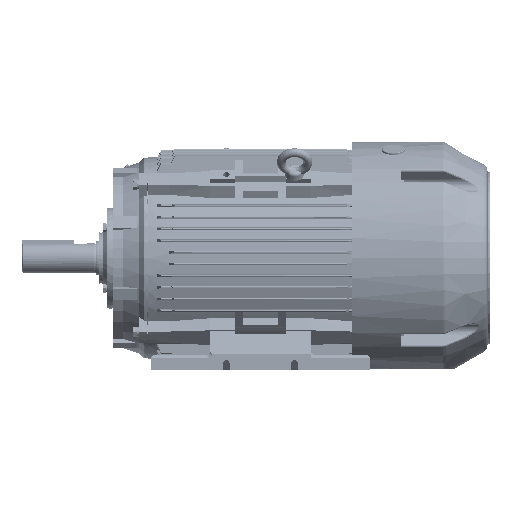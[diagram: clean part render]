
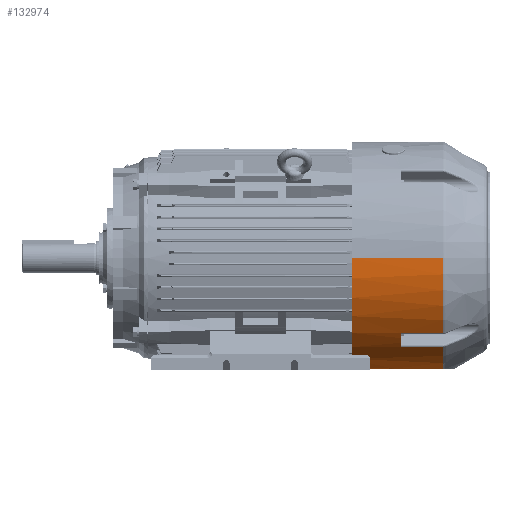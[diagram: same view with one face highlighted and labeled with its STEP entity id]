
A CAD part, front view. The second image highlights one B-rep face of the part: STEP entity #132974.
In plain terms, the highlighted cylindrical face has radius 184.5 mm (diameter 369 mm), a partial arc.
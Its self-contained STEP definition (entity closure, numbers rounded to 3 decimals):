
#9317 = CARTESIAN_POINT ( 'NONE',  ( 143.905, -140.797, 119.233 ) ) ;
#9367 = DIRECTION ( 'NONE',  ( -1., 0., 0. ) ) ;
#9368 = VECTOR ( 'NONE', #9367, 1000. ) ;
#9369 = CARTESIAN_POINT ( 'NONE',  ( 0., -140.797, 119.233 ) ) ;
#9370 = LINE ( 'NONE', #9369, #9368 ) ;
#9371 = CARTESIAN_POINT ( 'NONE',  ( 78., -140.797, 119.233 ) ) ;
#13079 = CARTESIAN_POINT ( 'NONE',  ( 143.905, 0., 184.5 ) ) ;
#13080 = DIRECTION ( 'NONE',  ( -1., 0., 0. ) ) ;
#13081 = VECTOR ( 'NONE', #13080, 1000. ) ;
#13082 = CARTESIAN_POINT ( 'NONE',  ( 0., 0., 184.5 ) ) ;
#13083 = LINE ( 'NONE', #13082, #13081 ) ;
#13084 = CARTESIAN_POINT ( 'NONE',  ( 0., 0., 184.5 ) ) ;
#13133 = DIRECTION ( 'NONE',  ( 0., 0., 1. ) ) ;
#13134 = DIRECTION ( 'NONE',  ( -1., 0., 0. ) ) ;
#13135 = CARTESIAN_POINT ( 'NONE',  ( 0., 0., 0. ) ) ;
#13136 = AXIS2_PLACEMENT_3D ( 'NONE', #13135, #13134, #13133 ) ;
#13137 = CIRCLE ( 'NONE', #13136, 184.5 ) ;
#13168 = CARTESIAN_POINT ( 'NONE',  ( 65., -175., 58.44 ) ) ;
#13169 = DIRECTION ( 'NONE',  ( -1., 0., 0. ) ) ;
#13170 = VECTOR ( 'NONE', #13169, 1000. ) ;
#13171 = CARTESIAN_POINT ( 'NONE',  ( 75., -175., 58.44 ) ) ;
#13172 = CARTESIAN_POINT ( 'NONE',  ( 5., -175., 58.44 ) ) ;
#13173 = CARTESIAN_POINT ( 'NONE',  ( 4.659, -175., 58.44 ) ) ;
#13174 = CARTESIAN_POINT ( 'NONE',  ( 4.319, -174.988, 58.475 ) ) ;
#13175 = CARTESIAN_POINT ( 'NONE',  ( 3.658, -174.943, 58.612 ) ) ;
#13176 = CARTESIAN_POINT ( 'NONE',  ( 3.339, -174.909, 58.712 ) ) ;
#13177 = CARTESIAN_POINT ( 'NONE',  ( 2.727, -174.821, 58.974 ) ) ;
#13178 = CARTESIAN_POINT ( 'NONE',  ( 2.43, -174.765, 59.139 ) ) ;
#13179 = CARTESIAN_POINT ( 'NONE',  ( 1.887, -174.638, 59.514 ) ) ;
#13180 = CARTESIAN_POINT ( 'NONE',  ( 1.637, -174.566, 59.725 ) ) ;
#13181 = CARTESIAN_POINT ( 'NONE',  ( 1.295, -174.444, 60.078 ) ) ;
#13182 = CARTESIAN_POINT ( 'NONE',  ( 1.186, -174.402, 60.203 ) ) ;
#13183 = CARTESIAN_POINT ( 'NONE',  ( 0.983, -174.313, 60.458 ) ) ;
#13184 = CARTESIAN_POINT ( 'NONE',  ( 0.889, -174.268, 60.59 ) ) ;
#13185 = CARTESIAN_POINT ( 'NONE',  ( 0.627, -174.126, 60.995 ) ) ;
#13186 = CARTESIAN_POINT ( 'NONE',  ( 0.48, -174.026, 61.279 ) ) ;
#13187 = CARTESIAN_POINT ( 'NONE',  ( 0.24, -173.815, 61.877 ) ) ;
#13188 = CARTESIAN_POINT ( 'NONE',  ( 0.15, -173.705, 62.185 ) ) ;
#13189 = CARTESIAN_POINT ( 'NONE',  ( 0.03, -173.481, 62.806 ) ) ;
#13195 = LINE ( 'NONE', #13171, #13170 ) ;
#13196 = CARTESIAN_POINT ( 'NONE',  ( 0., -173.367, 63.121 ) ) ;
#13197 = CARTESIAN_POINT ( 'NONE',  ( 0., -173.25, 63.44 ) ) ;
#13198 = B_SPLINE_CURVE_WITH_KNOTS ( 'NONE', 3,
 ( #13197, #13196, #13189, #13188, #13187, #13186, #13185, #13184, #13183, #13182, #13181, #13180, #13179, #13178, #13177, #13176, #13175, #13174, #13173, #13172 ),
 .UNSPECIFIED., .F., .F.,
 ( 4, 2, 2, 2, 2, 2, 2, 2, 2, 4 ),
 ( 0., 0.001, 0.002, 0.003, 0.004, 0.004, 0.005, 0.006, 0.007, 0.008 ),
 .UNSPECIFIED. ) ;
#13199 = CARTESIAN_POINT ( 'NONE',  ( 5., -175., 58.44 ) ) ;
#13200 = CARTESIAN_POINT ( 'NONE',  ( 0., -173.25, 63.44 ) ) ;
#13224 = DIRECTION ( 'NONE',  ( 0., 0., 1. ) ) ;
#13225 = DIRECTION ( 'NONE',  ( -1., 0., 0. ) ) ;
#13226 = CARTESIAN_POINT ( 'NONE',  ( 143.905, 0., 0. ) ) ;
#13227 = AXIS2_PLACEMENT_3D ( 'NONE', #13226, #13225, #13224 ) ;
#13228 = CIRCLE ( 'NONE', #13227, 184.5 ) ;
#13230 = CARTESIAN_POINT ( 'NONE',  ( 143.905, -175., 58.44 ) ) ;
#13231 = DIRECTION ( 'NONE',  ( -1., 0., 0. ) ) ;
#13232 = VECTOR ( 'NONE', #13231, 1000. ) ;
#13233 = CARTESIAN_POINT ( 'NONE',  ( 219., -175., 58.44 ) ) ;
#13234 = LINE ( 'NONE', #13233, #13232 ) ;
#13253 = CARTESIAN_POINT ( 'NONE',  ( 143.905, -119.233, 140.797 ) ) ;
#13254 = DIRECTION ( 'NONE',  ( 0., 0., 1. ) ) ;
#13255 = DIRECTION ( 'NONE',  ( -1., 0., 0. ) ) ;
#13256 = CARTESIAN_POINT ( 'NONE',  ( 143.905, 0., 0. ) ) ;
#13257 = AXIS2_PLACEMENT_3D ( 'NONE', #13256, #13255, #13254 ) ;
#13258 = DIRECTION ( 'NONE',  ( 0., 0., 1. ) ) ;
#13259 = DIRECTION ( 'NONE',  ( -1., 0., 0. ) ) ;
#13260 = AXIS2_PLACEMENT_3D ( 'NONE', #13262, #13259, #13258 ) ;
#13261 = CIRCLE ( 'NONE', #13257, 184.5 ) ;
#13262 = CARTESIAN_POINT ( 'NONE',  ( 0., 0., 0. ) ) ;
#13263 = CYLINDRICAL_SURFACE ( 'NONE', #13260, 184.5 ) ;
#13264 = FACE_OUTER_BOUND ( 'NONE', #132976, .T. ) ;
#13267 = DIRECTION ( 'NONE',  ( 1., 0., 0. ) ) ;
#13268 = VECTOR ( 'NONE', #13267, 1000. ) ;
#13269 = CARTESIAN_POINT ( 'NONE',  ( 0., -119.233, 140.797 ) ) ;
#13270 = LINE ( 'NONE', #13269, #13268 ) ;
#13271 = CARTESIAN_POINT ( 'NONE',  ( 78., -119.233, 140.797 ) ) ;
#13272 = DIRECTION ( 'NONE',  ( 0., 0., 1. ) ) ;
#13273 = DIRECTION ( 'NONE',  ( -1., 0., 0. ) ) ;
#13274 = CARTESIAN_POINT ( 'NONE',  ( 78., 0., 0. ) ) ;
#13275 = AXIS2_PLACEMENT_3D ( 'NONE', #13274, #13273, #13272 ) ;
#13276 = CIRCLE ( 'NONE', #13275, 184.5 ) ;
#130455 = VERTEX_POINT ( 'NONE', #9317 ) ;
#130468 = VERTEX_POINT ( 'NONE', #9371 ) ;
#130472 = EDGE_CURVE ( 'NONE', #130455, #130468, #9370, .T. ) ;
#132880 = VERTEX_POINT ( 'NONE', #13084 ) ;
#132882 = EDGE_CURVE ( 'NONE', #132883, #132880, #13083, .T. ) ;
#132883 = VERTEX_POINT ( 'NONE', #13079 ) ;
#132926 = ORIENTED_EDGE ( 'NONE', *, *, #132927, .F. ) ;
#132927 = EDGE_CURVE ( 'NONE', #132928, #132880, #13137, .T. ) ;
#132928 = VERTEX_POINT ( 'NONE', #13200 ) ;
#132931 = ORIENTED_EDGE ( 'NONE', *, *, #132932, .T. ) ;
#132932 = EDGE_CURVE ( 'NONE', #132928, #132935, #13198, .T. ) ;
#132935 = VERTEX_POINT ( 'NONE', #13199 ) ;
#132939 = ORIENTED_EDGE ( 'NONE', *, *, #132943, .F. ) ;
#132943 = EDGE_CURVE ( 'NONE', #132945, #132935, #13195, .T. ) ;
#132945 = VERTEX_POINT ( 'NONE', #13168 ) ;
#132947 = ORIENTED_EDGE ( 'NONE', *, *, #132948, .F. ) ;
#132948 = EDGE_CURVE ( 'NONE', #132949, #132945, #13234, .T. ) ;
#132949 = VERTEX_POINT ( 'NONE', #13230 ) ;
#132950 = ORIENTED_EDGE ( 'NONE', *, *, #132951, .T. ) ;
#132951 = EDGE_CURVE ( 'NONE', #132949, #130455, #13228, .T. ) ;
#132974 = ADVANCED_FACE ( 'NONE', ( #13264 ), #13263, .T. ) ;
#132976 = EDGE_LOOP ( 'NONE', ( #132978, #132982, #132926, #132931, #132939, #132947, #132950, #133016, #133019, #133024 ) ) ;
#132978 = ORIENTED_EDGE ( 'NONE', *, *, #132979, .T. ) ;
#132979 = EDGE_CURVE ( 'NONE', #132981, #132883, #13261, .T. ) ;
#132981 = VERTEX_POINT ( 'NONE', #13253 ) ;
#132982 = ORIENTED_EDGE ( 'NONE', *, *, #132882, .T. ) ;
#133016 = ORIENTED_EDGE ( 'NONE', *, *, #130472, .T. ) ;
#133019 = ORIENTED_EDGE ( 'NONE', *, *, #133021, .T. ) ;
#133021 = EDGE_CURVE ( 'NONE', #130468, #133022, #13276, .T. ) ;
#133022 = VERTEX_POINT ( 'NONE', #13271 ) ;
#133024 = ORIENTED_EDGE ( 'NONE', *, *, #133032, .T. ) ;
#133032 = EDGE_CURVE ( 'NONE', #133022, #132981, #13270, .T. ) ;
